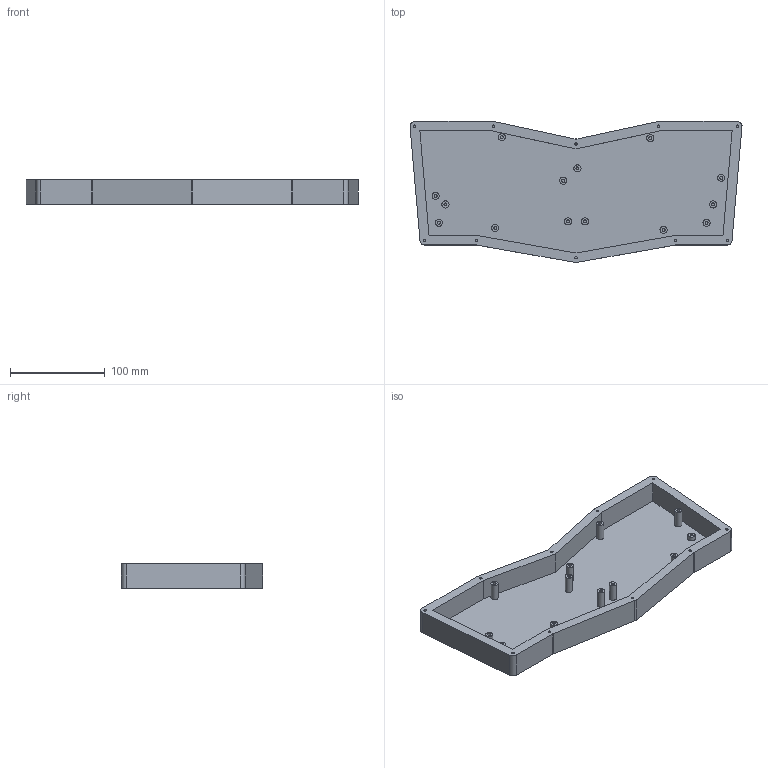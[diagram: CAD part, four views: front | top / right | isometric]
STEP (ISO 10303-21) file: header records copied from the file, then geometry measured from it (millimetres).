
FILE_DESCRIPTION(/* description */ (''),/* implementation_level */ '2;1');
FILE_NAME(/* name */ 'Bottom Case.step',/* time_stamp */ '2025-11-25T20:24:15-05:00',/* author */ (''),/* organization */ (''),/* preprocessor_version */ 'ST-DEVELOPER v20.1',/* originating_system */ 'Autodesk Translation Framework v14.21.0.0',/* authorisation */ '');
FILE_SCHEMA (('AUTOMOTIVE_DESIGN { 1 0 10303 214 3 1 1 }'));
Length unit declared in the file: centimetre
Products named in the file (1): Configuration 1
Bounding box: 351.04 x 149.09 x 26.35 mm (x, y, z)
Volume: 335219.6 mm3; surface area: 143160.1 mm2
Topology: 1 solids, 1 shells, 109 faces, 204 edges, 136 vertices
Faces by surface type: plane 61, cylinder 48
Full cylindrical faces by diameter (mm): 2.6 x10, 3.2 x14, 7.5 x14
Entity records: 2804 total; most frequent: DIRECTION 520, CARTESIAN_POINT 450, ORIENTED_EDGE 408, AXIS2_PLACEMENT_3D 206, EDGE_CURVE 204, EDGE_LOOP 148, VERTEX_POINT 136, FACE_OUTER_BOUND 109
